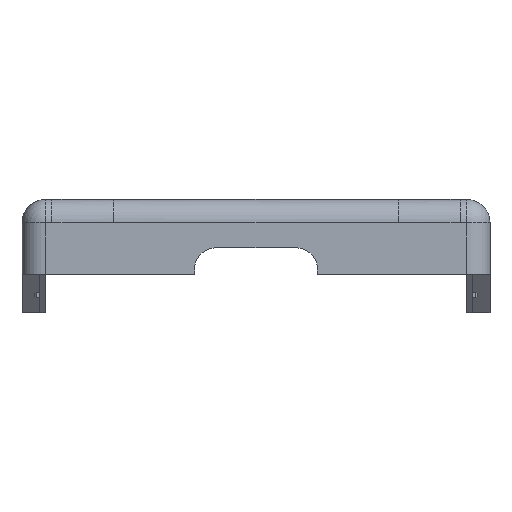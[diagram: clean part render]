
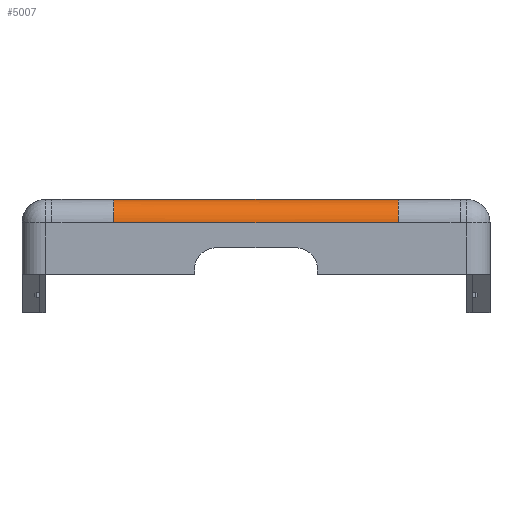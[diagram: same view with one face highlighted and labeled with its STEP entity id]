
A CAD part, front view. The second image highlights one B-rep face of the part: STEP entity #5007.
In plain terms, the highlighted cylindrical face has radius 2 mm (diameter 4 mm), a partial arc.
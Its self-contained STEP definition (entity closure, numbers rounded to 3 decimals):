
#772 = PLANE('',#773);
#773 = AXIS2_PLACEMENT_3D('',#774,#775,#776);
#774 = CARTESIAN_POINT('',(0.,-60.75,-4.25));
#775 = DIRECTION('',(-0.,-1.,-0.));
#776 = DIRECTION('',(0.,0.,-1.));
#2313 = VERTEX_POINT('',#2314);
#2314 = CARTESIAN_POINT('',(12.15,-60.75,10.));
#2326 = ( BOUNDED_SURFACE() B_SPLINE_SURFACE(2,1,(
    (#2327,#2328)
    ,(#2329,#2330)
    ,(#2331,#2332
)),.UNSPECIFIED.,.F.,.F.,.F.) B_SPLINE_SURFACE_WITH_KNOTS((3,3),(2,2),(
    0.,5.299),(32.15,37.45),
.PIECEWISE_BEZIER_KNOTS.) GEOMETRIC_REPRESENTATION_ITEM() 
RATIONAL_B_SPLINE_SURFACE((
    (1.,1.)
    ,(0.707,0.707)
,(1.,1.))) REPRESENTATION_ITEM('') SURFACE() );
#2327 = CARTESIAN_POINT('',(12.15,-58.75,12.));
#2328 = CARTESIAN_POINT('',(17.45,-58.75,12.));
#2329 = CARTESIAN_POINT('',(12.15,-60.75,12.));
#2330 = CARTESIAN_POINT('',(17.45,-60.75,12.));
#2331 = CARTESIAN_POINT('',(12.15,-60.75,10.));
#2332 = CARTESIAN_POINT('',(17.45,-60.75,10.));
#2340 = EDGE_CURVE('',#2341,#2313,#2343,.T.);
#2341 = VERTEX_POINT('',#2342);
#2342 = CARTESIAN_POINT('',(-12.15,-60.75,10.));
#2343 = SURFACE_CURVE('',#2344,(#2348,#2355),.PCURVE_S1.);
#2344 = LINE('',#2345,#2346);
#2345 = CARTESIAN_POINT('',(-20.,-60.75,10.));
#2346 = VECTOR('',#2347,1.);
#2347 = DIRECTION('',(1.,0.,0.));
#2348 = PCURVE('',#772,#2349);
#2349 = DEFINITIONAL_REPRESENTATION('',(#2350),#2354);
#2350 = LINE('',#2351,#2352);
#2351 = CARTESIAN_POINT('',(-14.25,-20.));
#2352 = VECTOR('',#2353,1.);
#2353 = DIRECTION('',(0.,1.));
#2354 = ( GEOMETRIC_REPRESENTATION_CONTEXT(2) 
PARAMETRIC_REPRESENTATION_CONTEXT() REPRESENTATION_CONTEXT('2D SPACE',''
  ) );
#2355 = PCURVE('',#2356,#2361);
#2356 = CYLINDRICAL_SURFACE('',#2357,2.);
#2357 = AXIS2_PLACEMENT_3D('',#2358,#2359,#2360);
#2358 = CARTESIAN_POINT('',(-20.,-58.75,10.));
#2359 = DIRECTION('',(1.,0.,0.));
#2360 = DIRECTION('',(0.,0.,1.));
#2361 = DEFINITIONAL_REPRESENTATION('',(#2362),#2366);
#2362 = LINE('',#2363,#2364);
#2363 = CARTESIAN_POINT('',(1.571,0.));
#2364 = VECTOR('',#2365,1.);
#2365 = DIRECTION('',(0.,1.));
#2366 = ( GEOMETRIC_REPRESENTATION_CONTEXT(2) 
PARAMETRIC_REPRESENTATION_CONTEXT() REPRESENTATION_CONTEXT('2D SPACE',''
  ) );
#2380 = ( BOUNDED_SURFACE() B_SPLINE_SURFACE(2,1,(
    (#2381,#2382)
    ,(#2383,#2384)
    ,(#2385,#2386
)),.UNSPECIFIED.,.F.,.F.,.F.) B_SPLINE_SURFACE_WITH_KNOTS((3,3),(2,2),(
    0.,5.299),(2.55,7.85),
.PIECEWISE_BEZIER_KNOTS.) GEOMETRIC_REPRESENTATION_ITEM() 
RATIONAL_B_SPLINE_SURFACE((
    (1.,1.)
    ,(0.707,0.707)
,(1.,1.))) REPRESENTATION_ITEM('') SURFACE() );
#2381 = CARTESIAN_POINT('',(-17.45,-58.75,12.));
#2382 = CARTESIAN_POINT('',(-12.15,-58.75,12.));
#2383 = CARTESIAN_POINT('',(-17.45,-60.75,12.));
#2384 = CARTESIAN_POINT('',(-12.15,-60.75,12.));
#2385 = CARTESIAN_POINT('',(-17.45,-60.75,10.));
#2386 = CARTESIAN_POINT('',(-12.15,-60.75,10.));
#4954 = EDGE_CURVE('',#4955,#2341,#4957,.T.);
#4955 = VERTEX_POINT('',#4956);
#4956 = CARTESIAN_POINT('',(-12.15,-58.75,12.));
#4957 = SURFACE_CURVE('',#4958,(#4962,#4969),.PCURVE_S1.);
#4958 = ( BOUNDED_CURVE() B_SPLINE_CURVE(2,(#4959,#4960,#4961),
.UNSPECIFIED.,.F.,.F.) B_SPLINE_CURVE_WITH_KNOTS((3,3),(0.,
5.299),.PIECEWISE_BEZIER_KNOTS.) CURVE() 
GEOMETRIC_REPRESENTATION_ITEM() RATIONAL_B_SPLINE_CURVE((1.,
0.707,1.)) REPRESENTATION_ITEM('') );
#4959 = CARTESIAN_POINT('',(-12.15,-58.75,12.));
#4960 = CARTESIAN_POINT('',(-12.15,-60.75,12.));
#4961 = CARTESIAN_POINT('',(-12.15,-60.75,10.));
#4962 = PCURVE('',#2380,#4963);
#4963 = DEFINITIONAL_REPRESENTATION('',(#4964),#4968);
#4964 = LINE('',#4965,#4966);
#4965 = CARTESIAN_POINT('',(0.,7.85));
#4966 = VECTOR('',#4967,1.);
#4967 = DIRECTION('',(1.,0.));
#4968 = ( GEOMETRIC_REPRESENTATION_CONTEXT(2) 
PARAMETRIC_REPRESENTATION_CONTEXT() REPRESENTATION_CONTEXT('2D SPACE',''
  ) );
#4969 = PCURVE('',#2356,#4970);
#4970 = DEFINITIONAL_REPRESENTATION('',(#4971),#4982);
#4971 = B_SPLINE_CURVE_WITH_KNOTS('',9,(#4972,#4973,#4974,#4975,#4976,
    #4977,#4978,#4979,#4980,#4981),.UNSPECIFIED.,.F.,.F.,(10,10),(0.,
    5.299),.PIECEWISE_BEZIER_KNOTS.);
#4972 = CARTESIAN_POINT('',(0.,7.85));
#4973 = CARTESIAN_POINT('',(0.157,7.85));
#4974 = CARTESIAN_POINT('',(0.326,7.85));
#4975 = CARTESIAN_POINT('',(0.505,7.85));
#4976 = CARTESIAN_POINT('',(0.691,7.85));
#4977 = CARTESIAN_POINT('',(0.88,7.85));
#4978 = CARTESIAN_POINT('',(1.066,7.85));
#4979 = CARTESIAN_POINT('',(1.245,7.85));
#4980 = CARTESIAN_POINT('',(1.414,7.85));
#4981 = CARTESIAN_POINT('',(1.571,7.85));
#4982 = ( GEOMETRIC_REPRESENTATION_CONTEXT(2) 
PARAMETRIC_REPRESENTATION_CONTEXT() REPRESENTATION_CONTEXT('2D SPACE',''
  ) );
#5007 = ADVANCED_FACE('',(#5008),#2356,.T.);
#5008 = FACE_BOUND('',#5009,.T.);
#5009 = EDGE_LOOP('',(#5010,#5011,#5012,#5043));
#5010 = ORIENTED_EDGE('',*,*,#4954,.T.);
#5011 = ORIENTED_EDGE('',*,*,#2340,.T.);
#5012 = ORIENTED_EDGE('',*,*,#5013,.F.);
#5013 = EDGE_CURVE('',#5014,#2313,#5016,.T.);
#5014 = VERTEX_POINT('',#5015);
#5015 = CARTESIAN_POINT('',(12.15,-58.75,12.));
#5016 = SURFACE_CURVE('',#5017,(#5022,#5029),.PCURVE_S1.);
#5017 = CIRCLE('',#5018,2.);
#5018 = AXIS2_PLACEMENT_3D('',#5019,#5020,#5021);
#5019 = CARTESIAN_POINT('',(12.15,-58.75,10.));
#5020 = DIRECTION('',(1.,0.,-0.));
#5021 = DIRECTION('',(0.,0.,1.));
#5022 = PCURVE('',#2356,#5023);
#5023 = DEFINITIONAL_REPRESENTATION('',(#5024),#5028);
#5024 = LINE('',#5025,#5026);
#5025 = CARTESIAN_POINT('',(0.,32.15));
#5026 = VECTOR('',#5027,1.);
#5027 = DIRECTION('',(1.,0.));
#5028 = ( GEOMETRIC_REPRESENTATION_CONTEXT(2) 
PARAMETRIC_REPRESENTATION_CONTEXT() REPRESENTATION_CONTEXT('2D SPACE',''
  ) );
#5029 = PCURVE('',#2326,#5030);
#5030 = DEFINITIONAL_REPRESENTATION('',(#5031),#5042);
#5031 = B_SPLINE_CURVE_WITH_KNOTS('',9,(#5032,#5033,#5034,#5035,#5036,
    #5037,#5038,#5039,#5040,#5041),.UNSPECIFIED.,.F.,.F.,(10,10),(0.,
    1.571),.PIECEWISE_BEZIER_KNOTS.);
#5032 = CARTESIAN_POINT('',(0.,32.15));
#5033 = CARTESIAN_POINT('',(0.654,32.15));
#5034 = CARTESIAN_POINT('',(1.255,32.15));
#5035 = CARTESIAN_POINT('',(1.824,32.15));
#5036 = CARTESIAN_POINT('',(2.376,32.15));
#5037 = CARTESIAN_POINT('',(2.923,32.15));
#5038 = CARTESIAN_POINT('',(3.475,32.15));
#5039 = CARTESIAN_POINT('',(4.044,32.15));
#5040 = CARTESIAN_POINT('',(4.645,32.15));
#5041 = CARTESIAN_POINT('',(5.299,32.15));
#5042 = ( GEOMETRIC_REPRESENTATION_CONTEXT(2) 
PARAMETRIC_REPRESENTATION_CONTEXT() REPRESENTATION_CONTEXT('2D SPACE',''
  ) );
#5043 = ORIENTED_EDGE('',*,*,#5044,.F.);
#5044 = EDGE_CURVE('',#4955,#5014,#5045,.T.);
#5045 = SURFACE_CURVE('',#5046,(#5050,#5057),.PCURVE_S1.);
#5046 = LINE('',#5047,#5048);
#5047 = CARTESIAN_POINT('',(-20.,-58.75,12.));
#5048 = VECTOR('',#5049,1.);
#5049 = DIRECTION('',(1.,0.,0.));
#5050 = PCURVE('',#2356,#5051);
#5051 = DEFINITIONAL_REPRESENTATION('',(#5052),#5056);
#5052 = LINE('',#5053,#5054);
#5053 = CARTESIAN_POINT('',(0.,0.));
#5054 = VECTOR('',#5055,1.);
#5055 = DIRECTION('',(0.,1.));
#5056 = ( GEOMETRIC_REPRESENTATION_CONTEXT(2) 
PARAMETRIC_REPRESENTATION_CONTEXT() REPRESENTATION_CONTEXT('2D SPACE',''
  ) );
#5057 = PCURVE('',#5058,#5063);
#5058 = PLANE('',#5059);
#5059 = AXIS2_PLACEMENT_3D('',#5060,#5061,#5062);
#5060 = CARTESIAN_POINT('',(0.,0.,12.));
#5061 = DIRECTION('',(0.,0.,1.));
#5062 = DIRECTION('',(1.,0.,0.));
#5063 = DEFINITIONAL_REPRESENTATION('',(#5064),#5068);
#5064 = LINE('',#5065,#5066);
#5065 = CARTESIAN_POINT('',(-20.,-58.75));
#5066 = VECTOR('',#5067,1.);
#5067 = DIRECTION('',(1.,0.));
#5068 = ( GEOMETRIC_REPRESENTATION_CONTEXT(2) 
PARAMETRIC_REPRESENTATION_CONTEXT() REPRESENTATION_CONTEXT('2D SPACE',''
  ) );
